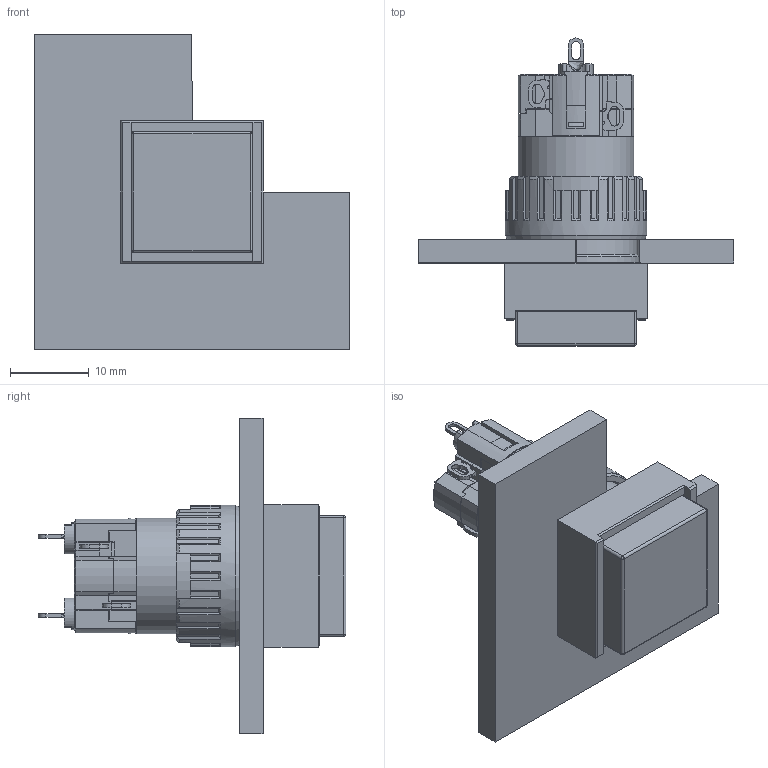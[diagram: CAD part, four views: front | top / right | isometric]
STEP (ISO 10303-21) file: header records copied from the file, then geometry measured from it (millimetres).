
FILE_DESCRIPTION( ( 'Unknown' ), '1' );
FILE_NAME( 'LDT_18x18_L_1SE16_00337520.stp', 'Unknown', ( 'Unknown' ), ( 'Unknown' ), 'PSStep 17.0.49', 'Unknown', ' ' );
FILE_SCHEMA( ( 'AUTOMOTIVE_DESIGN { 1 0 10303 214 1 1 1 1 }' ) );
Length unit declared in the file: millimetre
Products named in the file (11): Schaltelement_SE16_XS_00334406; Schaltelementblock_SE16_XS_00336466; Kontakt_00322659; 1-Schaltelement_SE16_XS_00336313; Lampenkontaktfeder_Pos2_linksdrall_00322665; Lampenkontaktfeder_Pos2_rechtsdrall_00322666; Assem1; Vorsatz-Gehaeuse_18x18_00337378; Druckhaube_18x18XXS_00337427; Befestigungsmutter_00311771; Frontplatte_40x40x3_D16_00337452
Assembly tree (13 placements, depth 4):
  Assem1
    Vorsatz-Gehaeuse_18x18_00337378
    Druckhaube_18x18XXS_00337427
    Befestigungsmutter_00311771
    Frontplatte_40x40x3_D16_00337452
    1-Schaltelement_SE16_XS_00336313
      Lampenkontaktfeder_Pos2_linksdrall_00322665
      Lampenkontaktfeder_Pos2_rechtsdrall_00322666
      Schaltelement_SE16_XS_00334406
        Schaltelementblock_SE16_XS_00336466
        Kontakt_00322659  x4
Bounding box: 40 x 39 x 40 mm (x, y, z)
Volume: 7000.5 mm3; surface area: 8819.1 mm2
Topology: 11 solids, 11 shells, 750 faces, 2076 edges, 1341 vertices
Faces by surface type: plane 576, cylinder 128, cone 33, bspline 8, sphere 4, torus 1
Full cylindrical faces by diameter (mm): 12 x1, 14.6 x1, 14.9 x1, 15.4 x1, 16 x1, 16.05 x1, 17.6 x1, 17.9 x1
Entity records: 25781 total; most frequent: CARTESIAN_POINT 4009, ORIENTED_EDGE 3534, DIRECTION 3331, EDGE_CURVE 1767, LINE 1395, VECTOR 1395, VERTEX_POINT 1146, AXIS2_PLACEMENT_3D 968
